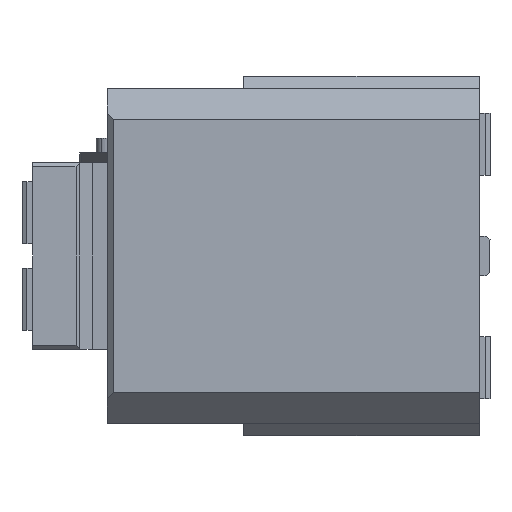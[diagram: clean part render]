
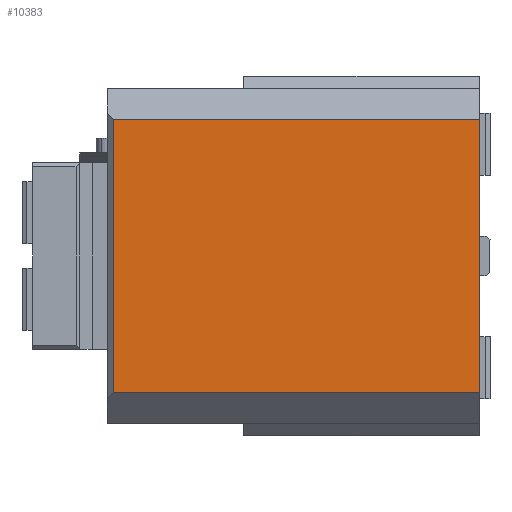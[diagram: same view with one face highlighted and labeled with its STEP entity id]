
A CAD part, left-side view. The second image highlights one B-rep face of the part: STEP entity #10383.
In plain terms, the highlighted planar face has unit normal (-1, 0, 0).
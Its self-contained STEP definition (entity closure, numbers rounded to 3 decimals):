
#9294=CARTESIAN_POINT('Vertex',(0.,0.,110.)) ;
#9297=CARTESIAN_POINT('Line Origine',(0.,0.,0.)) ;
#9301=CARTESIAN_POINT('Vertex',(0.,0.,-110.)) ;
#10344=CARTESIAN_POINT('Vertex',(0.,295.,110.)) ;
#10347=CARTESIAN_POINT('Line Origine',(0.,147.5,110.)) ;
#10360=CARTESIAN_POINT('Axis2P3D Location',(0.,0.,150.)) ;
#10365=CARTESIAN_POINT('Line Origine',(0.,295.,0.)) ;
#10369=CARTESIAN_POINT('Vertex',(0.,295.,-110.)) ;
#10372=CARTESIAN_POINT('Line Origine',(0.,147.5,-110.)) ;
#9298=DIRECTION('Vector Direction',(0.,0.,-1.)) ;
#10348=DIRECTION('Vector Direction',(0.,-1.,0.)) ;
#10361=DIRECTION('Axis2P3D Direction',(-1.,0.,0.)) ;
#10362=DIRECTION('Axis2P3D XDirection',(0.,0.,1.)) ;
#10366=DIRECTION('Vector Direction',(0.,0.,-1.)) ;
#10373=DIRECTION('Vector Direction',(0.,-1.,0.)) ;
#10363=AXIS2_PLACEMENT_3D('Plane Axis2P3D',#10360,#10361,#10362) ;
#10378=ORIENTED_EDGE('',*,*,#9303,.F.) ;
#10379=ORIENTED_EDGE('',*,*,#10351,.F.) ;
#10380=ORIENTED_EDGE('',*,*,#10371,.T.) ;
#10381=ORIENTED_EDGE('',*,*,#10376,.T.) ;
#9299=VECTOR('Line Direction',#9298,1.) ;
#10349=VECTOR('Line Direction',#10348,1.) ;
#10367=VECTOR('Line Direction',#10366,1.) ;
#10374=VECTOR('Line Direction',#10373,1.) ;
#10383=ADVANCED_FACE('CAM HOLDER',(#10382),#10364,.T.) ;
#9303=EDGE_CURVE('',#9295,#9302,#9300,.T.) ;
#10351=EDGE_CURVE('',#10345,#9295,#10350,.T.) ;
#10371=EDGE_CURVE('',#10345,#10370,#10368,.T.) ;
#10376=EDGE_CURVE('',#10370,#9302,#10375,.T.) ;
#10377=EDGE_LOOP('',(#10378,#10379,#10380,#10381)) ;
#10382=FACE_OUTER_BOUND('',#10377,.T.) ;
#9300=LINE('Line',#9297,#9299) ;
#10350=LINE('Line',#10347,#10349) ;
#10368=LINE('Line',#10365,#10367) ;
#10375=LINE('Line',#10372,#10374) ;
#10364=PLANE('Plane',#10363) ;
#9295=VERTEX_POINT('',#9294) ;
#9302=VERTEX_POINT('',#9301) ;
#10345=VERTEX_POINT('',#10344) ;
#10370=VERTEX_POINT('',#10369) ;
